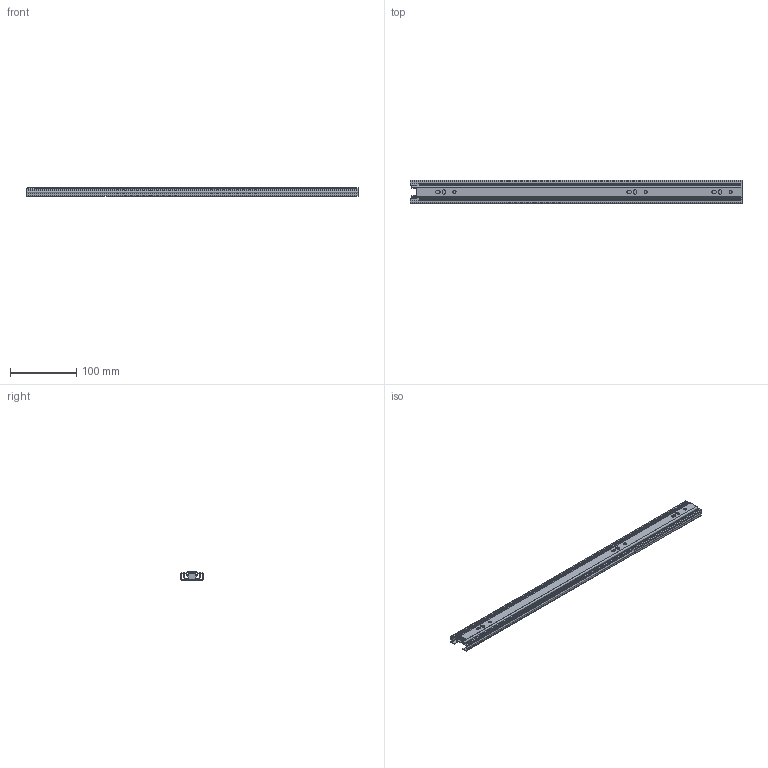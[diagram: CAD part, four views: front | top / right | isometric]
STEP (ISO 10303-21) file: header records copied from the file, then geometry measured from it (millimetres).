
FILE_DESCRIPTION (( 'STEP AP214' ), '1' );
FILE_NAME ('F002925_CLOSED_3D.step', '2022-06-06T11:49:20', ( '' ), ( '' ), 'SwSTEP 2.0', 'SolidWorks 2020', '' );
FILE_SCHEMA (( 'AUTOMOTIVE_DESIGN' ));
Length unit declared in the file: millimetre
Products named in the file (4): NB35-VNITRNI-500; NB35-STREDNI-500; NB35-VNEJSI-500; F002925_CLOSED_3D
Assembly tree (3 placements, depth 2):
  F002925_CLOSED_3D
    NB35-VNEJSI-500
    NB35-STREDNI-500
    NB35-VNITRNI-500
Bounding box: 500 x 34.99 x 12.2 mm (x, y, z)
Volume: 49933.1 mm3; surface area: 126764.2 mm2
Topology: 3 solids, 3 shells, 263 faces, 771 edges, 514 vertices
Faces by surface type: plane 148, cylinder 115
Entity records: 9045 total; most frequent: CARTESIAN_POINT 1554, ORIENTED_EDGE 1542, DIRECTION 1539, EDGE_CURVE 771, VECTOR 541, LINE 541, VERTEX_POINT 514, AXIS2_PLACEMENT_3D 499
